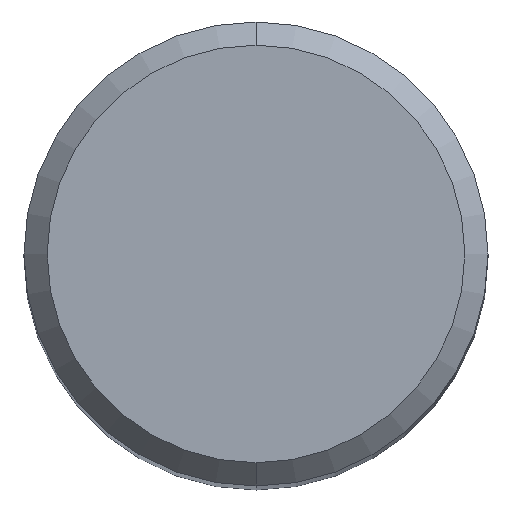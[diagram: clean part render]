
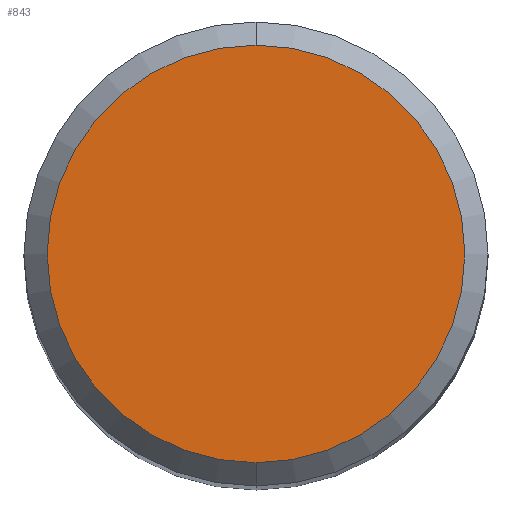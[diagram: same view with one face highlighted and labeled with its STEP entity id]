
A CAD part, top view. The second image highlights one B-rep face of the part: STEP entity #843.
In plain terms, the highlighted planar face has unit normal (0, 0, 1).
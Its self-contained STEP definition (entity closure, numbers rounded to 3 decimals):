
#343=VERTEX_POINT('',#939);
#473=EDGE_CURVE('',#343,#641,#1083,.T.);
#631=EDGE_CURVE('',#641,#343,#1255,.T.);
#641=VERTEX_POINT('',#1265);
#843=ADVANCED_FACE('',(#1487),#1488,.T.);
#939=CARTESIAN_POINT('',(0.,-5.4,0.0));
#1083=CIRCLE('',#3353,5.4);
#1255=CIRCLE('',#5112,5.4);
#1265=CARTESIAN_POINT('',(0.0,5.4,0.0));
#1487=FACE_OUTER_BOUND('',#7276,.T.);
#1488=PLANE('',#7277);
#3353=AXIS2_PLACEMENT_3D('',#9119,#9120,#9121);
#5112=AXIS2_PLACEMENT_3D('',#9300,#9301,#9302);
#7276=EDGE_LOOP('',(#9558,#9559));
#7277=AXIS2_PLACEMENT_3D('',#9560,#9561,#9562);
#9119=CARTESIAN_POINT('',(0.0,0.0,0.0));
#9120=DIRECTION('',(0.0,0.0,-1.0));
#9121=DIRECTION('',(0.0,1.0,0.0));
#9300=CARTESIAN_POINT('',(0.0,0.0,0.0));
#9301=DIRECTION('',(0.0,0.0,-1.0));
#9302=DIRECTION('',(0.0,1.0,0.0));
#9558=ORIENTED_EDGE('',*,*,#631,.F.);
#9559=ORIENTED_EDGE('',*,*,#473,.F.);
#9560=CARTESIAN_POINT('',(0.0,2.7,0.0));
#9561=DIRECTION('',(-0.0,0.0,1.0));
#9562=DIRECTION('',(0.0,-1.0,0.0));
